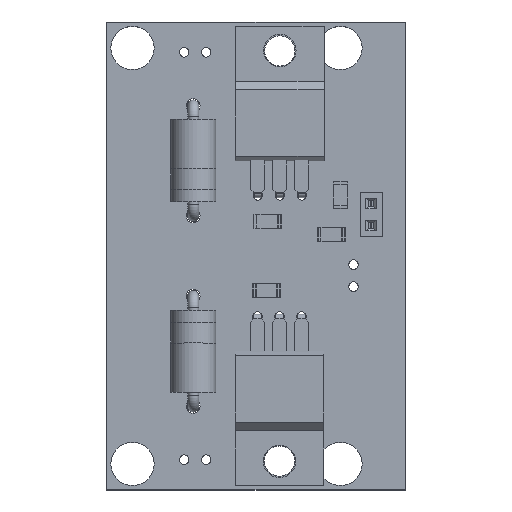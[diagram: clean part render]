
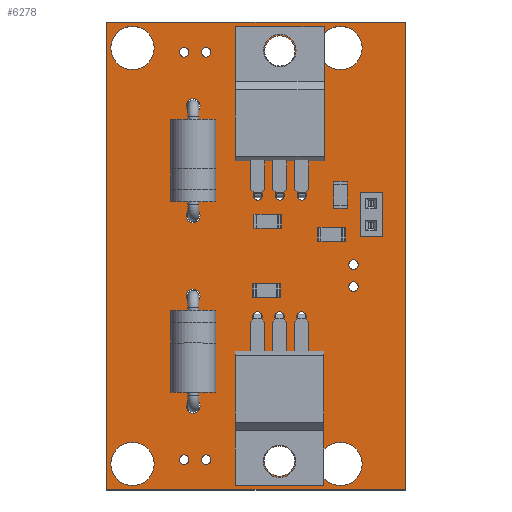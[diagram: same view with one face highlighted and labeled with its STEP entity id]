
A CAD part, top view. The second image highlights one B-rep face of the part: STEP entity #6278.
In plain terms, the highlighted planar face has unit normal (0, 0, 1).
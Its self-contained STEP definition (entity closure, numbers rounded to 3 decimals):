
#5902 = VERTEX_POINT('',#5903);
#5903 = CARTESIAN_POINT('',(17.25,-27.,1.6));
#5909 = EDGE_CURVE('',#5902,#5910,#5912,.T.);
#5910 = VERTEX_POINT('',#5911);
#5911 = CARTESIAN_POINT('',(-17.25,-27.,1.6));
#5912 = LINE('',#5913,#5914);
#5913 = CARTESIAN_POINT('',(17.25,-27.,1.6));
#5914 = VECTOR('',#5915,1.);
#5915 = DIRECTION('',(-1.,0.,0.));
#5942 = VERTEX_POINT('',#5943);
#5943 = CARTESIAN_POINT('',(17.25,27.,1.6));
#5949 = EDGE_CURVE('',#5942,#5902,#5950,.T.);
#5950 = LINE('',#5951,#5952);
#5951 = CARTESIAN_POINT('',(17.25,27.,1.6));
#5952 = VECTOR('',#5953,1.);
#5953 = DIRECTION('',(0.,-1.,0.));
#5971 = EDGE_CURVE('',#5910,#5972,#5974,.T.);
#5972 = VERTEX_POINT('',#5973);
#5973 = CARTESIAN_POINT('',(-17.25,27.,1.6));
#5974 = LINE('',#5975,#5976);
#5975 = CARTESIAN_POINT('',(-17.25,-27.,1.6));
#5976 = VECTOR('',#5977,1.);
#5977 = DIRECTION('',(0.,1.,0.));
#6278 = ADVANCED_FACE('',(#6279,#6290,#6301,#6312,#6323,#6334,#6345,
    #6356,#6367,#6378,#6389,#6400,#6411,#6422,#6433,#6444,#6455,#6466,
    #6477,#6488,#6499,#6510,#6521,#6532,#6543),#6554,.F.);
#6279 = FACE_BOUND('',#6280,.F.);
#6280 = EDGE_LOOP('',(#6281,#6282,#6283,#6289));
#6281 = ORIENTED_EDGE('',*,*,#5909,.T.);
#6282 = ORIENTED_EDGE('',*,*,#5971,.T.);
#6283 = ORIENTED_EDGE('',*,*,#6284,.T.);
#6284 = EDGE_CURVE('',#5972,#5942,#6285,.T.);
#6285 = LINE('',#6286,#6287);
#6286 = CARTESIAN_POINT('',(-17.25,27.,1.6));
#6287 = VECTOR('',#6288,1.);
#6288 = DIRECTION('',(1.,0.,0.));
#6289 = ORIENTED_EDGE('',*,*,#5949,.T.);
#6290 = FACE_BOUND('',#6291,.F.);
#6291 = EDGE_LOOP('',(#6292));
#6292 = ORIENTED_EDGE('',*,*,#6293,.T.);
#6293 = EDGE_CURVE('',#6294,#6294,#6296,.T.);
#6294 = VERTEX_POINT('',#6295);
#6295 = CARTESIAN_POINT('',(12.25,-24.,1.6));
#6296 = CIRCLE('',#6297,2.5);
#6297 = AXIS2_PLACEMENT_3D('',#6298,#6299,#6300);
#6298 = CARTESIAN_POINT('',(9.75,-24.,1.6));
#6299 = DIRECTION('',(0.,0.,1.));
#6300 = DIRECTION('',(1.,0.,-0.));
#6301 = FACE_BOUND('',#6302,.F.);
#6302 = EDGE_LOOP('',(#6303));
#6303 = ORIENTED_EDGE('',*,*,#6304,.F.);
#6304 = EDGE_CURVE('',#6305,#6305,#6307,.T.);
#6305 = VERTEX_POINT('',#6306);
#6306 = CARTESIAN_POINT('',(2.71,-25.41,1.6));
#6307 = CIRCLE('',#6308,1.75);
#6308 = AXIS2_PLACEMENT_3D('',#6309,#6310,#6311);
#6309 = CARTESIAN_POINT('',(2.71,-23.66,1.6));
#6310 = DIRECTION('',(-0.,0.,-1.));
#6311 = DIRECTION('',(-0.,-1.,0.));
#6312 = FACE_BOUND('',#6313,.F.);
#6313 = EDGE_LOOP('',(#6314));
#6314 = ORIENTED_EDGE('',*,*,#6315,.F.);
#6315 = EDGE_CURVE('',#6316,#6316,#6318,.T.);
#6316 = VERTEX_POINT('',#6317);
#6317 = CARTESIAN_POINT('',(11.25,-4.09,1.6));
#6318 = CIRCLE('',#6319,0.55);
#6319 = AXIS2_PLACEMENT_3D('',#6320,#6321,#6322);
#6320 = CARTESIAN_POINT('',(11.25,-3.54,1.6));
#6321 = DIRECTION('',(-0.,0.,-1.));
#6322 = DIRECTION('',(-0.,-1.,0.));
#6323 = FACE_BOUND('',#6324,.F.);
#6324 = EDGE_LOOP('',(#6325));
#6325 = ORIENTED_EDGE('',*,*,#6326,.F.);
#6326 = EDGE_CURVE('',#6327,#6327,#6329,.T.);
#6327 = VERTEX_POINT('',#6328);
#6328 = CARTESIAN_POINT('',(11.25,-1.55,1.6));
#6329 = CIRCLE('',#6330,0.55);
#6330 = AXIS2_PLACEMENT_3D('',#6331,#6332,#6333);
#6331 = CARTESIAN_POINT('',(11.25,-1.,1.6));
#6332 = DIRECTION('',(-0.,0.,-1.));
#6333 = DIRECTION('',(-0.,-1.,0.));
#6334 = FACE_BOUND('',#6335,.F.);
#6335 = EDGE_LOOP('',(#6336));
#6336 = ORIENTED_EDGE('',*,*,#6337,.F.);
#6337 = EDGE_CURVE('',#6338,#6338,#6340,.T.);
#6338 = VERTEX_POINT('',#6339);
#6339 = CARTESIAN_POINT('',(5.25,-7.55,1.6));
#6340 = CIRCLE('',#6341,0.55);
#6341 = AXIS2_PLACEMENT_3D('',#6342,#6343,#6344);
#6342 = CARTESIAN_POINT('',(5.25,-7.,1.6));
#6343 = DIRECTION('',(-0.,0.,-1.));
#6344 = DIRECTION('',(-0.,-1.,0.));
#6345 = FACE_BOUND('',#6346,.F.);
#6346 = EDGE_LOOP('',(#6347));
#6347 = ORIENTED_EDGE('',*,*,#6348,.F.);
#6348 = EDGE_CURVE('',#6349,#6349,#6351,.T.);
#6349 = VERTEX_POINT('',#6350);
#6350 = CARTESIAN_POINT('',(2.71,-7.55,1.6));
#6351 = CIRCLE('',#6352,0.55);
#6352 = AXIS2_PLACEMENT_3D('',#6353,#6354,#6355);
#6353 = CARTESIAN_POINT('',(2.71,-7.,1.6));
#6354 = DIRECTION('',(-0.,0.,-1.));
#6355 = DIRECTION('',(-0.,-1.,0.));
#6356 = FACE_BOUND('',#6357,.F.);
#6357 = EDGE_LOOP('',(#6358));
#6358 = ORIENTED_EDGE('',*,*,#6359,.F.);
#6359 = EDGE_CURVE('',#6360,#6360,#6362,.T.);
#6360 = VERTEX_POINT('',#6361);
#6361 = CARTESIAN_POINT('',(0.17,-7.55,1.6));
#6362 = CIRCLE('',#6363,0.55);
#6363 = AXIS2_PLACEMENT_3D('',#6364,#6365,#6366);
#6364 = CARTESIAN_POINT('',(0.17,-7.,1.6));
#6365 = DIRECTION('',(-0.,0.,-1.));
#6366 = DIRECTION('',(0.,-1.,-0.));
#6367 = FACE_BOUND('',#6368,.F.);
#6368 = EDGE_LOOP('',(#6369));
#6369 = ORIENTED_EDGE('',*,*,#6370,.F.);
#6370 = EDGE_CURVE('',#6371,#6371,#6373,.T.);
#6371 = VERTEX_POINT('',#6372);
#6372 = CARTESIAN_POINT('',(-5.75,-24.05,1.6));
#6373 = CIRCLE('',#6374,0.55);
#6374 = AXIS2_PLACEMENT_3D('',#6375,#6376,#6377);
#6375 = CARTESIAN_POINT('',(-5.75,-23.5,1.6));
#6376 = DIRECTION('',(-0.,0.,-1.));
#6377 = DIRECTION('',(-0.,-1.,0.));
#6378 = FACE_BOUND('',#6379,.F.);
#6379 = EDGE_LOOP('',(#6380));
#6380 = ORIENTED_EDGE('',*,*,#6381,.F.);
#6381 = EDGE_CURVE('',#6382,#6382,#6384,.T.);
#6382 = VERTEX_POINT('',#6383);
#6383 = CARTESIAN_POINT('',(-8.29,-24.05,1.6));
#6384 = CIRCLE('',#6385,0.55);
#6385 = AXIS2_PLACEMENT_3D('',#6386,#6387,#6388);
#6386 = CARTESIAN_POINT('',(-8.29,-23.5,1.6));
#6387 = DIRECTION('',(-0.,0.,-1.));
#6388 = DIRECTION('',(-0.,-1.,0.));
#6389 = FACE_BOUND('',#6390,.F.);
#6390 = EDGE_LOOP('',(#6391));
#6391 = ORIENTED_EDGE('',*,*,#6392,.F.);
#6392 = EDGE_CURVE('',#6393,#6393,#6395,.T.);
#6393 = VERTEX_POINT('',#6394);
#6394 = CARTESIAN_POINT('',(-7.25,-18.15,1.6));
#6395 = CIRCLE('',#6396,0.8);
#6396 = AXIS2_PLACEMENT_3D('',#6397,#6398,#6399);
#6397 = CARTESIAN_POINT('',(-7.25,-17.35,1.6));
#6398 = DIRECTION('',(-0.,0.,-1.));
#6399 = DIRECTION('',(-0.,-1.,0.));
#6400 = FACE_BOUND('',#6401,.F.);
#6401 = EDGE_LOOP('',(#6402));
#6402 = ORIENTED_EDGE('',*,*,#6403,.T.);
#6403 = EDGE_CURVE('',#6404,#6404,#6406,.T.);
#6404 = VERTEX_POINT('',#6405);
#6405 = CARTESIAN_POINT('',(-11.75,-24.,1.6));
#6406 = CIRCLE('',#6407,2.5);
#6407 = AXIS2_PLACEMENT_3D('',#6408,#6409,#6410);
#6408 = CARTESIAN_POINT('',(-14.25,-24.,1.6));
#6409 = DIRECTION('',(0.,0.,1.));
#6410 = DIRECTION('',(1.,0.,-0.));
#6411 = FACE_BOUND('',#6412,.F.);
#6412 = EDGE_LOOP('',(#6413));
#6413 = ORIENTED_EDGE('',*,*,#6414,.F.);
#6414 = EDGE_CURVE('',#6415,#6415,#6417,.T.);
#6415 = VERTEX_POINT('',#6416);
#6416 = CARTESIAN_POINT('',(-7.25,-5.45,1.6));
#6417 = CIRCLE('',#6418,0.8);
#6418 = AXIS2_PLACEMENT_3D('',#6419,#6420,#6421);
#6419 = CARTESIAN_POINT('',(-7.25,-4.65,1.6));
#6420 = DIRECTION('',(-0.,0.,-1.));
#6421 = DIRECTION('',(-0.,-1.,0.));
#6422 = FACE_BOUND('',#6423,.F.);
#6423 = EDGE_LOOP('',(#6424));
#6424 = ORIENTED_EDGE('',*,*,#6425,.F.);
#6425 = EDGE_CURVE('',#6426,#6426,#6428,.T.);
#6426 = VERTEX_POINT('',#6427);
#6427 = CARTESIAN_POINT('',(13.275,3.,1.6));
#6428 = CIRCLE('',#6429,0.5);
#6429 = AXIS2_PLACEMENT_3D('',#6430,#6431,#6432);
#6430 = CARTESIAN_POINT('',(13.275,3.5,1.6));
#6431 = DIRECTION('',(-0.,0.,-1.));
#6432 = DIRECTION('',(-0.,-1.,0.));
#6433 = FACE_BOUND('',#6434,.F.);
#6434 = EDGE_LOOP('',(#6435));
#6435 = ORIENTED_EDGE('',*,*,#6436,.F.);
#6436 = EDGE_CURVE('',#6437,#6437,#6439,.T.);
#6437 = VERTEX_POINT('',#6438);
#6438 = CARTESIAN_POINT('',(13.275,5.54,1.6));
#6439 = CIRCLE('',#6440,0.5);
#6440 = AXIS2_PLACEMENT_3D('',#6441,#6442,#6443);
#6441 = CARTESIAN_POINT('',(13.275,6.04,1.6));
#6442 = DIRECTION('',(-0.,0.,-1.));
#6443 = DIRECTION('',(-0.,-1.,0.));
#6444 = FACE_BOUND('',#6445,.F.);
#6445 = EDGE_LOOP('',(#6446));
#6446 = ORIENTED_EDGE('',*,*,#6447,.F.);
#6447 = EDGE_CURVE('',#6448,#6448,#6450,.T.);
#6448 = VERTEX_POINT('',#6449);
#6449 = CARTESIAN_POINT('',(5.29,6.45,1.6));
#6450 = CIRCLE('',#6451,0.55);
#6451 = AXIS2_PLACEMENT_3D('',#6452,#6453,#6454);
#6452 = CARTESIAN_POINT('',(5.29,7.,1.6));
#6453 = DIRECTION('',(-0.,0.,-1.));
#6454 = DIRECTION('',(-0.,-1.,0.));
#6455 = FACE_BOUND('',#6456,.F.);
#6456 = EDGE_LOOP('',(#6457));
#6457 = ORIENTED_EDGE('',*,*,#6458,.F.);
#6458 = EDGE_CURVE('',#6459,#6459,#6461,.T.);
#6459 = VERTEX_POINT('',#6460);
#6460 = CARTESIAN_POINT('',(2.75,6.45,1.6));
#6461 = CIRCLE('',#6462,0.55);
#6462 = AXIS2_PLACEMENT_3D('',#6463,#6464,#6465);
#6463 = CARTESIAN_POINT('',(2.75,7.,1.6));
#6464 = DIRECTION('',(-0.,0.,-1.));
#6465 = DIRECTION('',(-0.,-1.,0.));
#6466 = FACE_BOUND('',#6467,.F.);
#6467 = EDGE_LOOP('',(#6468));
#6468 = ORIENTED_EDGE('',*,*,#6469,.F.);
#6469 = EDGE_CURVE('',#6470,#6470,#6472,.T.);
#6470 = VERTEX_POINT('',#6471);
#6471 = CARTESIAN_POINT('',(0.21,6.45,1.6));
#6472 = CIRCLE('',#6473,0.55);
#6473 = AXIS2_PLACEMENT_3D('',#6474,#6475,#6476);
#6474 = CARTESIAN_POINT('',(0.21,7.,1.6));
#6475 = DIRECTION('',(-0.,0.,-1.));
#6476 = DIRECTION('',(0.,-1.,0.));
#6477 = FACE_BOUND('',#6478,.F.);
#6478 = EDGE_LOOP('',(#6479));
#6479 = ORIENTED_EDGE('',*,*,#6480,.T.);
#6480 = EDGE_CURVE('',#6481,#6481,#6483,.T.);
#6481 = VERTEX_POINT('',#6482);
#6482 = CARTESIAN_POINT('',(12.25,24.,1.6));
#6483 = CIRCLE('',#6484,2.5);
#6484 = AXIS2_PLACEMENT_3D('',#6485,#6486,#6487);
#6485 = CARTESIAN_POINT('',(9.75,24.,1.6));
#6486 = DIRECTION('',(0.,0.,1.));
#6487 = DIRECTION('',(1.,0.,-0.));
#6488 = FACE_BOUND('',#6489,.F.);
#6489 = EDGE_LOOP('',(#6490));
#6490 = ORIENTED_EDGE('',*,*,#6491,.F.);
#6491 = EDGE_CURVE('',#6492,#6492,#6494,.T.);
#6492 = VERTEX_POINT('',#6493);
#6493 = CARTESIAN_POINT('',(2.75,21.91,1.6));
#6494 = CIRCLE('',#6495,1.75);
#6495 = AXIS2_PLACEMENT_3D('',#6496,#6497,#6498);
#6496 = CARTESIAN_POINT('',(2.75,23.66,1.6));
#6497 = DIRECTION('',(-0.,0.,-1.));
#6498 = DIRECTION('',(-0.,-1.,0.));
#6499 = FACE_BOUND('',#6500,.F.);
#6500 = EDGE_LOOP('',(#6501));
#6501 = ORIENTED_EDGE('',*,*,#6502,.F.);
#6502 = EDGE_CURVE('',#6503,#6503,#6505,.T.);
#6503 = VERTEX_POINT('',#6504);
#6504 = CARTESIAN_POINT('',(-7.25,3.85,1.6));
#6505 = CIRCLE('',#6506,0.8);
#6506 = AXIS2_PLACEMENT_3D('',#6507,#6508,#6509);
#6507 = CARTESIAN_POINT('',(-7.25,4.65,1.6));
#6508 = DIRECTION('',(-0.,0.,-1.));
#6509 = DIRECTION('',(-0.,-1.,0.));
#6510 = FACE_BOUND('',#6511,.F.);
#6511 = EDGE_LOOP('',(#6512));
#6512 = ORIENTED_EDGE('',*,*,#6513,.F.);
#6513 = EDGE_CURVE('',#6514,#6514,#6516,.T.);
#6514 = VERTEX_POINT('',#6515);
#6515 = CARTESIAN_POINT('',(-7.25,16.55,1.6));
#6516 = CIRCLE('',#6517,0.8);
#6517 = AXIS2_PLACEMENT_3D('',#6518,#6519,#6520);
#6518 = CARTESIAN_POINT('',(-7.25,17.35,1.6));
#6519 = DIRECTION('',(-0.,0.,-1.));
#6520 = DIRECTION('',(-0.,-1.,0.));
#6521 = FACE_BOUND('',#6522,.F.);
#6522 = EDGE_LOOP('',(#6523));
#6523 = ORIENTED_EDGE('',*,*,#6524,.F.);
#6524 = EDGE_CURVE('',#6525,#6525,#6527,.T.);
#6525 = VERTEX_POINT('',#6526);
#6526 = CARTESIAN_POINT('',(-5.75,22.95,1.6));
#6527 = CIRCLE('',#6528,0.55);
#6528 = AXIS2_PLACEMENT_3D('',#6529,#6530,#6531);
#6529 = CARTESIAN_POINT('',(-5.75,23.5,1.6));
#6530 = DIRECTION('',(-0.,0.,-1.));
#6531 = DIRECTION('',(-0.,-1.,0.));
#6532 = FACE_BOUND('',#6533,.F.);
#6533 = EDGE_LOOP('',(#6534));
#6534 = ORIENTED_EDGE('',*,*,#6535,.F.);
#6535 = EDGE_CURVE('',#6536,#6536,#6538,.T.);
#6536 = VERTEX_POINT('',#6537);
#6537 = CARTESIAN_POINT('',(-8.29,22.95,1.6));
#6538 = CIRCLE('',#6539,0.55);
#6539 = AXIS2_PLACEMENT_3D('',#6540,#6541,#6542);
#6540 = CARTESIAN_POINT('',(-8.29,23.5,1.6));
#6541 = DIRECTION('',(-0.,0.,-1.));
#6542 = DIRECTION('',(-0.,-1.,0.));
#6543 = FACE_BOUND('',#6544,.F.);
#6544 = EDGE_LOOP('',(#6545));
#6545 = ORIENTED_EDGE('',*,*,#6546,.T.);
#6546 = EDGE_CURVE('',#6547,#6547,#6549,.T.);
#6547 = VERTEX_POINT('',#6548);
#6548 = CARTESIAN_POINT('',(-11.75,24.,1.6));
#6549 = CIRCLE('',#6550,2.5);
#6550 = AXIS2_PLACEMENT_3D('',#6551,#6552,#6553);
#6551 = CARTESIAN_POINT('',(-14.25,24.,1.6));
#6552 = DIRECTION('',(0.,0.,1.));
#6553 = DIRECTION('',(1.,0.,-0.));
#6554 = PLANE('',#6555);
#6555 = AXIS2_PLACEMENT_3D('',#6556,#6557,#6558);
#6556 = CARTESIAN_POINT('',(0.,0.,1.6));
#6557 = DIRECTION('',(-0.,-0.,-1.));
#6558 = DIRECTION('',(-1.,0.,0.));
